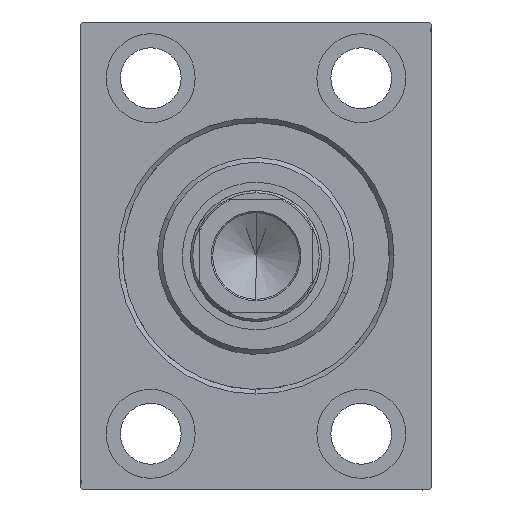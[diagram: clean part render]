
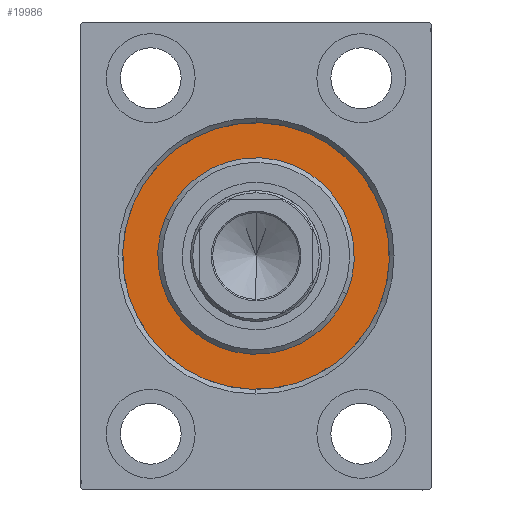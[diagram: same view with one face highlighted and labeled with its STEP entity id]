
A CAD part, left-side view. The second image highlights one B-rep face of the part: STEP entity #19986.
In plain terms, the highlighted face is planar.
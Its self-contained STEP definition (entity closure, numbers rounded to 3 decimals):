
#299 = VERTEX_POINT ( 'NONE', #32867 ) ;
#598 = VERTEX_POINT ( 'NONE', #2308 ) ;
#983 = DIRECTION ( 'NONE',  ( 0., 0., 1. ) ) ;
#1137 = EDGE_LOOP ( 'NONE', ( #13600, #31200 ) ) ;
#2308 = CARTESIAN_POINT ( 'NONE',  ( 0., 0., 28.5 ) ) ;
#2476 = DIRECTION ( 'NONE',  ( 0., 0., -1. ) ) ;
#5913 = CARTESIAN_POINT ( 'NONE',  ( 0., 0., 21. ) ) ;
#9758 = CARTESIAN_POINT ( 'NONE',  ( 0., 0., 0. ) ) ;
#10743 = CARTESIAN_POINT ( 'NONE',  ( 0., 0., 0. ) ) ;
#13542 = PLANE ( 'NONE',  #25902 ) ;
#13600 = ORIENTED_EDGE ( 'NONE', *, *, #43032, .F. ) ;
#15180 = DIRECTION ( 'NONE',  ( 1., 0., 0. ) ) ;
#15217 = CARTESIAN_POINT ( 'NONE',  ( 0., 0., 0. ) ) ;
#15539 = CIRCLE ( 'NONE', #40432, 28.5 ) ;
#16661 = FACE_BOUND ( 'NONE', #1137, .T. ) ;
#16886 = DIRECTION ( 'NONE',  ( 0., 0., 1. ) ) ;
#18429 = CIRCLE ( 'NONE', #36893, 21. ) ;
#19986 = ADVANCED_FACE ( 'NONE', ( #16661, #23797 ), #13542, .F. ) ;
#20110 = DIRECTION ( 'NONE',  ( 0., 0., -1. ) ) ;
#20464 = ORIENTED_EDGE ( 'NONE', *, *, #36105, .F. ) ;
#21152 = AXIS2_PLACEMENT_3D ( 'NONE', #36275, #30871, #36710 ) ;
#23797 = FACE_OUTER_BOUND ( 'NONE', #24415, .T. ) ;
#24415 = EDGE_LOOP ( 'NONE', ( #39075, #20464 ) ) ;
#25395 = CIRCLE ( 'NONE', #21152, 28.5 ) ;
#25473 = DIRECTION ( 'NONE',  ( -1., 0., 0. ) ) ;
#25902 = AXIS2_PLACEMENT_3D ( 'NONE', #9758, #40711, #16886 ) ;
#27447 = DIRECTION ( 'NONE',  ( 1., 0., 0. ) ) ;
#27842 = AXIS2_PLACEMENT_3D ( 'NONE', #43227, #15180, #2476 ) ;
#30820 = EDGE_CURVE ( 'NONE', #32125, #598, #25395, .T. ) ;
#30871 = DIRECTION ( 'NONE',  ( -1., 0., 0. ) ) ;
#31200 = ORIENTED_EDGE ( 'NONE', *, *, #36353, .F. ) ;
#32125 = VERTEX_POINT ( 'NONE', #39041 ) ;
#32867 = CARTESIAN_POINT ( 'NONE',  ( 0., 0., -21. ) ) ;
#35844 = VERTEX_POINT ( 'NONE', #5913 ) ;
#36105 = EDGE_CURVE ( 'NONE', #598, #32125, #15539, .T. ) ;
#36275 = CARTESIAN_POINT ( 'NONE',  ( 0., 0., 0. ) ) ;
#36353 = EDGE_CURVE ( 'NONE', #299, #35844, #18429, .T. ) ;
#36710 = DIRECTION ( 'NONE',  ( 0., 0., 1. ) ) ;
#36893 = AXIS2_PLACEMENT_3D ( 'NONE', #10743, #27447, #20110 ) ;
#39041 = CARTESIAN_POINT ( 'NONE',  ( 0., 0., -28.5 ) ) ;
#39075 = ORIENTED_EDGE ( 'NONE', *, *, #30820, .F. ) ;
#40432 = AXIS2_PLACEMENT_3D ( 'NONE', #15217, #25473, #983 ) ;
#40711 = DIRECTION ( 'NONE',  ( -1., 0., 0. ) ) ;
#42765 = CIRCLE ( 'NONE', #27842, 21. ) ;
#43032 = EDGE_CURVE ( 'NONE', #35844, #299, #42765, .T. ) ;
#43227 = CARTESIAN_POINT ( 'NONE',  ( 0., 0., 0. ) ) ;
